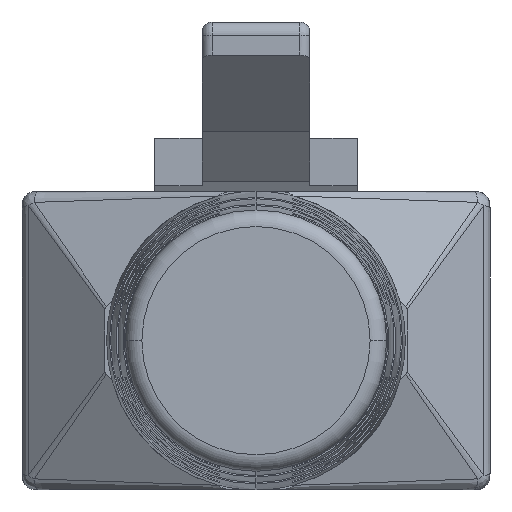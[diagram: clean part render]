
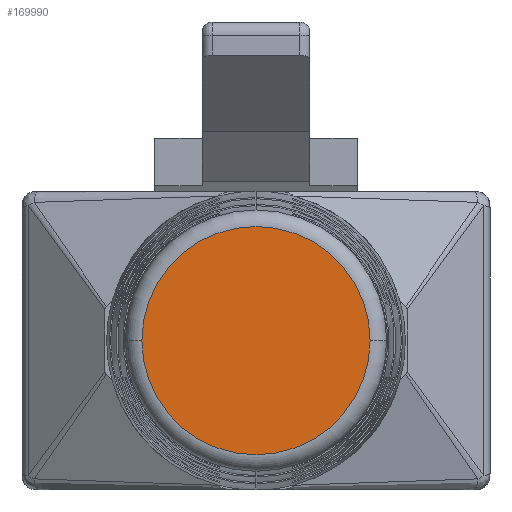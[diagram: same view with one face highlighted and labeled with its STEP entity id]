
A CAD part, front view. The second image highlights one B-rep face of the part: STEP entity #169990.
In plain terms, the highlighted planar face has unit normal (0, -1, 0).
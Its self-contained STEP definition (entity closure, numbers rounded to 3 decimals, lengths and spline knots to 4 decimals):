
#169750=CARTESIAN_POINT('',(0.,-23.9,-2.25));
#169760=DIRECTION('',(0.,-1.,0.));
#169770=DIRECTION('',(0.,0.,1.));
#169780=AXIS2_PLACEMENT_3D('',#169750,#169760,#169770);
#169790=PLANE('',#169780);
#169800=CARTESIAN_POINT('',(0.,-23.9,
-0.3));
#169810=DIRECTION('',(0.,-1.,-0.));
#169820=DIRECTION('',(-1.,0.,0.));
#169830=AXIS2_PLACEMENT_3D('',#169800,#169810,#169820);
#169840=CIRCLE('',#169830,3.4384);
#169850=CARTESIAN_POINT('',(3.4384,-23.9,-0.3));
#169860=VERTEX_POINT('',#169850);
#169870=CARTESIAN_POINT('',(-3.4384,-23.9,-0.3))
;
#169880=VERTEX_POINT('',#169870);
#169890=EDGE_CURVE('',#169860,#169880,#169840,.T.);
#169900=ORIENTED_EDGE('',*,*,#169890,.T.);
#169910=CARTESIAN_POINT('',(0.,-23.9,
-3.7384));
#169920=VERTEX_POINT('',#169910);
#169930=EDGE_CURVE('',#169920,#169860,#169840,.T.);
#169940=ORIENTED_EDGE('',*,*,#169930,.T.);
#169950=EDGE_CURVE('',#169880,#169920,#169840,.T.);
#169960=ORIENTED_EDGE('',*,*,#169950,.T.);
#169970=EDGE_LOOP('',(#169960,#169940,#169900));
#169980=FACE_OUTER_BOUND('',#169970,.T.);
#169990=ADVANCED_FACE('',(#169980),#169790,.T.);
